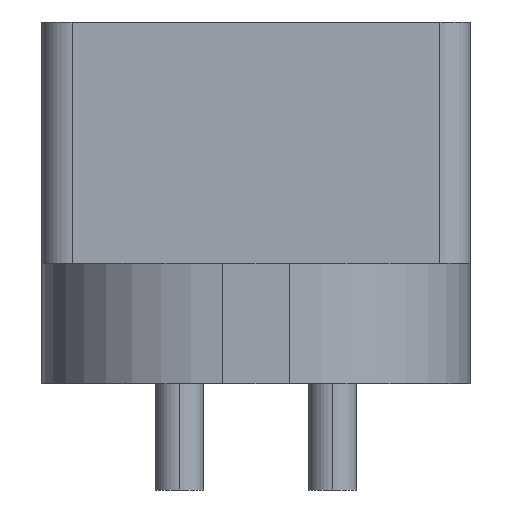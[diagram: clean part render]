
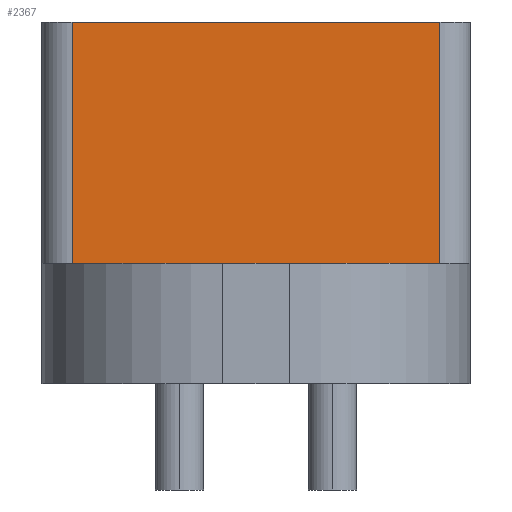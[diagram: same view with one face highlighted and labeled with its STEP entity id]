
A CAD part, left-side view. The second image highlights one B-rep face of the part: STEP entity #2367.
In plain terms, the highlighted planar face has unit normal (-1, 0, 0).
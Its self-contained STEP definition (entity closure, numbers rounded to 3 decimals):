
#199 = CARTESIAN_POINT ( 'NONE',  ( -13.6, 3.55, 2. ) ) ;
#267 = VECTOR ( 'NONE', #2771, 1000. ) ;
#360 = DIRECTION ( 'NONE',  ( 0., -1., 0. ) ) ;
#402 = VERTEX_POINT ( 'NONE', #2408 ) ;
#508 = CARTESIAN_POINT ( 'NONE',  ( -13.6, 3.05, 2. ) ) ;
#512 = CARTESIAN_POINT ( 'NONE',  ( -13.6, -3.05, 6. ) ) ;
#526 = EDGE_CURVE ( 'NONE', #1326, #402, #2473, .T. ) ;
#533 = ORIENTED_EDGE ( 'NONE', *, *, #2031, .T. ) ;
#660 = LINE ( 'NONE', #2731, #267 ) ;
#681 = VERTEX_POINT ( 'NONE', #508 ) ;
#803 = VECTOR ( 'NONE', #360, 1000. ) ;
#824 = CARTESIAN_POINT ( 'NONE',  ( -13.6, 3.55, 6. ) ) ;
#991 = DIRECTION ( 'NONE',  ( 0., 0., 1. ) ) ;
#1326 = VERTEX_POINT ( 'NONE', #2200 ) ;
#1348 = ORIENTED_EDGE ( 'NONE', *, *, #526, .F. ) ;
#1530 = ORIENTED_EDGE ( 'NONE', *, *, #2528, .T. ) ;
#1704 = ORIENTED_EDGE ( 'NONE', *, *, #2889, .T. ) ;
#1734 = VERTEX_POINT ( 'NONE', #2477 ) ;
#1784 = FACE_OUTER_BOUND ( 'NONE', #2882, .T. ) ;
#1874 = DIRECTION ( 'NONE',  ( 0., -1., 0. ) ) ;
#1948 = VECTOR ( 'NONE', #1874, 1000. ) ;
#1950 = CARTESIAN_POINT ( 'NONE',  ( -13.6, 3.55, 6. ) ) ;
#2031 = EDGE_CURVE ( 'NONE', #1734, #402, #2176, .T. ) ;
#2171 = PLANE ( 'NONE',  #2335 ) ;
#2176 = LINE ( 'NONE', #512, #2786 ) ;
#2200 = CARTESIAN_POINT ( 'NONE',  ( -13.6, 3.05, 6. ) ) ;
#2201 = DIRECTION ( 'NONE',  ( 1., 0., 0. ) ) ;
#2218 = DIRECTION ( 'NONE',  ( 0., 1., 0. ) ) ;
#2335 = AXIS2_PLACEMENT_3D ( 'NONE', #824, #2201, #2218 ) ;
#2367 = ADVANCED_FACE ( 'NONE', ( #1784 ), #2171, .F. ) ;
#2408 = CARTESIAN_POINT ( 'NONE',  ( -13.6, -3.05, 6. ) ) ;
#2473 = LINE ( 'NONE', #1950, #803 ) ;
#2477 = CARTESIAN_POINT ( 'NONE',  ( -13.6, -3.05, 2. ) ) ;
#2528 = EDGE_CURVE ( 'NONE', #1326, #681, #660, .T. ) ;
#2731 = CARTESIAN_POINT ( 'NONE',  ( -13.6, 3.05, 6. ) ) ;
#2771 = DIRECTION ( 'NONE',  ( 0., 0., -1. ) ) ;
#2786 = VECTOR ( 'NONE', #991, 1000. ) ;
#2828 = LINE ( 'NONE', #199, #1948 ) ;
#2882 = EDGE_LOOP ( 'NONE', ( #1704, #533, #1348, #1530 ) ) ;
#2889 = EDGE_CURVE ( 'NONE', #681, #1734, #2828, .T. ) ;
